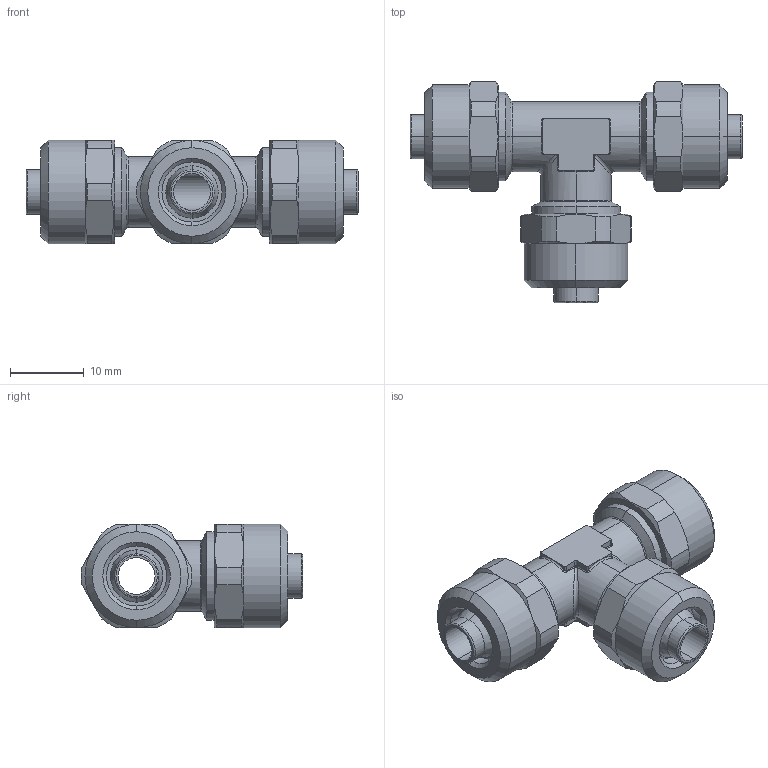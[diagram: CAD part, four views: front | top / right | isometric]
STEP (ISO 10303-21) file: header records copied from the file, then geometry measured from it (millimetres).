
FILE_DESCRIPTION (( 'STEP AP203' ), '1' );
FILE_NAME ('02090040.STEP', '2011-09-28T14:45:55', ( '' ), ( 'sopra-pneumatic' ), 'SwSTEP 2.0', 'SolidWorks 2011', '' );
FILE_SCHEMA (( 'CONFIG_CONTROL_DESIGN' ));
Length unit declared in the file: millimetre
Products named in the file (1): 02090040
Bounding box: 45 x 29.99 x 14 mm (x, y, z)
Volume: 5626.7 mm3; surface area: 4071 mm2
Topology: 1 solids, 1 shells, 225 faces, 528 edges, 309 vertices
Faces by surface type: cylinder 84, cone 48, plane 48, bspline 22, torus 19, sphere 4
Entity records: 6967 total; most frequent: CARTESIAN_POINT 1895, DIRECTION 1068, ORIENTED_EDGE 1048, EDGE_CURVE 524, AXIS2_PLACEMENT_3D 446, VERTEX_POINT 309, CIRCLE 242, EDGE_LOOP 237
